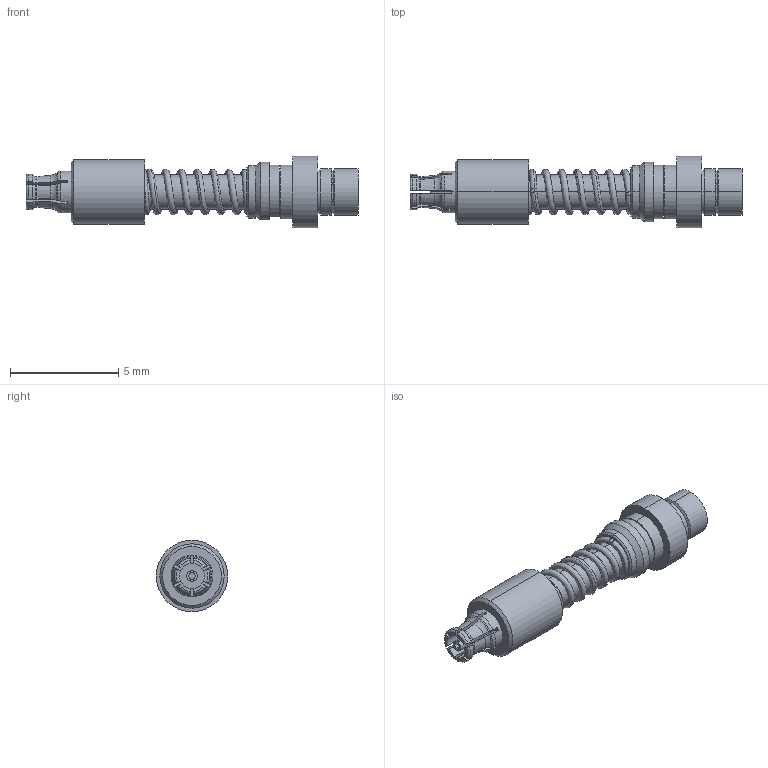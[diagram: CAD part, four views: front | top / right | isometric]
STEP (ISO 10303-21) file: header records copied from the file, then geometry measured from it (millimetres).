
FILE_DESCRIPTION (( 'STEP AP214' ), '1' );
FILE_NAME ('FMCN49829_3D.step', '2023-09-20T09:15:33', ( '' ), ( '' ), 'SwSTEP 2.0', 'SolidWorks 2022', '' );
FILE_SCHEMA (( 'AUTOMOTIVE_DESIGN' ));
Length unit declared in the file: foot
Products named in the file (5): SMPS Female VITA 67.3 Backplane Contact for .047 Cable(002-SD3H0N-NS)1.stp; SMPS Female VITA 67.3 Backplane Contact for .047 Cable(002-SD3H0N-NS)3.stp; SMPS Female VITA 67.3 Backplane Contact for .047 Cable(002-SD3H0N-NS).stp; SMPS Female VITA 67.3 Backplane Contact for .047 Cable(002-SD3H0N-NS)2.stp; FMCN49829_3D
Assembly tree (4 placements, depth 3):
  FMCN49829_3D
    SMPS Female VITA 67.3 Backplane Contact for .047 Cable(002-SD3H0N-NS).stp
      SMPS Female VITA 67.3 Backplane Contact for .047 Cable(002-SD3H0N-NS)1.stp
      SMPS Female VITA 67.3 Backplane Contact for .047 Cable(002-SD3H0N-NS)2.stp
      SMPS Female VITA 67.3 Backplane Contact for .047 Cable(002-SD3H0N-NS)3.stp
Bounding box: 15.34 x 3.3 x 3.3 mm (x, y, z)
Volume: 52.7 mm3; surface area: 275.9 mm2
Topology: 3 solids, 4 shells, 158 faces, 405 edges, 264 vertices
Faces by surface type: plane 56, cylinder 47, cone 27, torus 18, bspline 10
Entity records: 9717 total; most frequent: CARTESIAN_POINT 5397, ORIENTED_EDGE 810, DIRECTION 775, EDGE_CURVE 405, AXIS2_PLACEMENT_3D 314, VERTEX_POINT 264, EDGE_LOOP 167, CIRCLE 158
